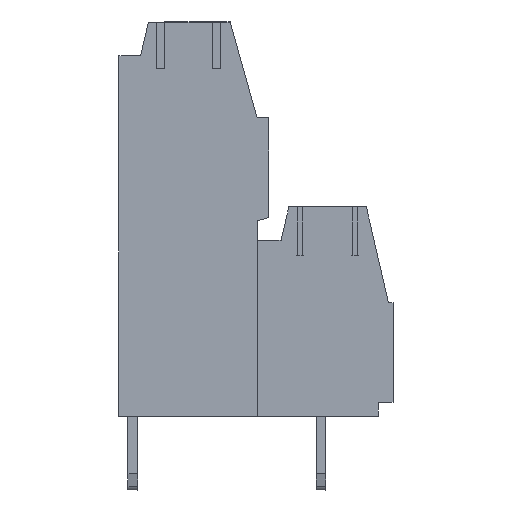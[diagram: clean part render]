
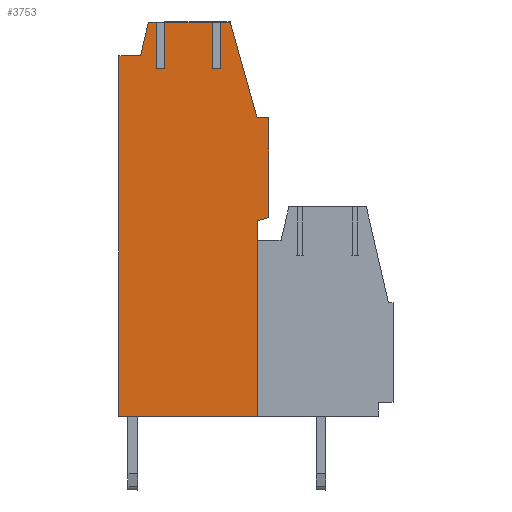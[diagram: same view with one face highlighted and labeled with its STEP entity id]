
A CAD part, left-side view. The second image highlights one B-rep face of the part: STEP entity #3753.
In plain terms, the highlighted planar face has unit normal (-1, 0, 0).
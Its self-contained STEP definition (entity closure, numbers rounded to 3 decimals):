
#3693=AXIS2_PLACEMENT_3D('Plane Axis2P3D',#3690,#3691,#3692) ;
#192=CARTESIAN_POINT('Vertex',(0.,8.3,3.2)) ;
#195=CARTESIAN_POINT('Line Origine',(0.,12.525,3.2)) ;
#199=CARTESIAN_POINT('Vertex',(0.,16.75,3.2)) ;
#2543=CARTESIAN_POINT('Line Origine',(0.,12.5,27.3)) ;
#2547=CARTESIAN_POINT('Vertex',(0.,11.05,27.3)) ;
#2549=CARTESIAN_POINT('Vertex',(0.,13.95,27.3)) ;
#2598=CARTESIAN_POINT('Vertex',(0.,10.55,27.3)) ;
#2601=CARTESIAN_POINT('Line Origine',(0.,10.25,27.3)) ;
#2605=CARTESIAN_POINT('Vertex',(0.,9.95,27.3)) ;
#2738=CARTESIAN_POINT('Vertex',(0.,14.95,27.3)) ;
#2741=CARTESIAN_POINT('Line Origine',(0.,14.7,27.3)) ;
#2745=CARTESIAN_POINT('Vertex',(0.,14.45,27.3)) ;
#3055=CARTESIAN_POINT('Line Origine',(0.,9.131,24.375)) ;
#3059=CARTESIAN_POINT('Vertex',(0.,8.311,21.45)) ;
#3086=CARTESIAN_POINT('Line Origine',(0.,7.956,21.45)) ;
#3090=CARTESIAN_POINT('Vertex',(0.,7.6,21.45)) ;
#3117=CARTESIAN_POINT('Line Origine',(0.,7.6,18.4)) ;
#3121=CARTESIAN_POINT('Vertex',(0.,7.6,15.35)) ;
#3556=CARTESIAN_POINT('Line Origine',(0.,7.95,15.25)) ;
#3560=CARTESIAN_POINT('Vertex',(0.,8.3,15.15)) ;
#3587=CARTESIAN_POINT('Line Origine',(0.,8.3,9.175)) ;
#3611=CARTESIAN_POINT('Line Origine',(0.,16.75,14.225)) ;
#3615=CARTESIAN_POINT('Vertex',(0.,16.75,25.25)) ;
#3642=CARTESIAN_POINT('Line Origine',(0.,16.088,25.25)) ;
#3646=CARTESIAN_POINT('Vertex',(0.,15.425,25.25)) ;
#3673=CARTESIAN_POINT('Line Origine',(0.,15.188,26.275)) ;
#3690=CARTESIAN_POINT('Axis2P3D Location',(0.,7.6,0.)) ;
#3695=CARTESIAN_POINT('Line Origine',(0.,13.95,25.875)) ;
#3699=CARTESIAN_POINT('Vertex',(0.,13.95,24.45)) ;
#3702=CARTESIAN_POINT('Line Origine',(0.,14.2,24.45)) ;
#3706=CARTESIAN_POINT('Vertex',(0.,14.45,24.45)) ;
#3709=CARTESIAN_POINT('Line Origine',(0.,14.45,25.875)) ;
#3714=CARTESIAN_POINT('Line Origine',(0.,10.55,25.875)) ;
#3718=CARTESIAN_POINT('Vertex',(0.,10.55,24.45)) ;
#3721=CARTESIAN_POINT('Line Origine',(0.,10.8,24.45)) ;
#3725=CARTESIAN_POINT('Vertex',(0.,11.05,24.45)) ;
#3728=CARTESIAN_POINT('Line Origine',(0.,11.05,25.875)) ;
#196=DIRECTION('Vector Direction',(0.,1.,0.)) ;
#2544=DIRECTION('Vector Direction',(0.,-1.,0.)) ;
#2602=DIRECTION('Vector Direction',(0.,-1.,0.)) ;
#2742=DIRECTION('Vector Direction',(0.,-1.,0.)) ;
#3056=DIRECTION('Vector Direction',(0.,-0.27,-0.963)) ;
#3087=DIRECTION('Vector Direction',(0.,-1.,0.)) ;
#3118=DIRECTION('Vector Direction',(0.,0.,-1.)) ;
#3557=DIRECTION('Vector Direction',(0.,0.962,-0.275)) ;
#3588=DIRECTION('Vector Direction',(0.,0.,-1.)) ;
#3612=DIRECTION('Vector Direction',(0.,0.,1.)) ;
#3643=DIRECTION('Vector Direction',(0.,-1.,0.)) ;
#3674=DIRECTION('Vector Direction',(0.,-0.226,0.974)) ;
#3691=DIRECTION('Axis2P3D Direction',(-1.,0.,0.)) ;
#3692=DIRECTION('Axis2P3D XDirection',(0.,0.,1.)) ;
#3696=DIRECTION('Vector Direction',(0.,0.,1.)) ;
#3703=DIRECTION('Vector Direction',(0.,-1.,0.)) ;
#3710=DIRECTION('Vector Direction',(0.,0.,1.)) ;
#3715=DIRECTION('Vector Direction',(0.,0.,1.)) ;
#3722=DIRECTION('Vector Direction',(0.,-1.,0.)) ;
#3729=DIRECTION('Vector Direction',(0.,0.,1.)) ;
#197=VECTOR('Line Direction',#196,1.) ;
#2545=VECTOR('Line Direction',#2544,1.) ;
#2603=VECTOR('Line Direction',#2602,1.) ;
#2743=VECTOR('Line Direction',#2742,1.) ;
#3057=VECTOR('Line Direction',#3056,1.) ;
#3088=VECTOR('Line Direction',#3087,1.) ;
#3119=VECTOR('Line Direction',#3118,1.) ;
#3558=VECTOR('Line Direction',#3557,1.) ;
#3589=VECTOR('Line Direction',#3588,1.) ;
#3613=VECTOR('Line Direction',#3612,1.) ;
#3644=VECTOR('Line Direction',#3643,1.) ;
#3675=VECTOR('Line Direction',#3674,1.) ;
#3697=VECTOR('Line Direction',#3696,1.) ;
#3704=VECTOR('Line Direction',#3703,1.) ;
#3711=VECTOR('Line Direction',#3710,1.) ;
#3716=VECTOR('Line Direction',#3715,1.) ;
#3723=VECTOR('Line Direction',#3722,1.) ;
#3730=VECTOR('Line Direction',#3729,1.) ;
#3734=ORIENTED_EDGE('',*,*,#2551,.T.) ;
#3735=ORIENTED_EDGE('',*,*,#3701,.F.) ;
#3736=ORIENTED_EDGE('',*,*,#3708,.F.) ;
#3737=ORIENTED_EDGE('',*,*,#3713,.T.) ;
#3738=ORIENTED_EDGE('',*,*,#2747,.T.) ;
#3739=ORIENTED_EDGE('',*,*,#3677,.T.) ;
#3740=ORIENTED_EDGE('',*,*,#3648,.T.) ;
#3741=ORIENTED_EDGE('',*,*,#3617,.T.) ;
#3742=ORIENTED_EDGE('',*,*,#201,.T.) ;
#3743=ORIENTED_EDGE('',*,*,#3591,.T.) ;
#3744=ORIENTED_EDGE('',*,*,#3562,.T.) ;
#3745=ORIENTED_EDGE('',*,*,#3123,.T.) ;
#3746=ORIENTED_EDGE('',*,*,#3092,.T.) ;
#3747=ORIENTED_EDGE('',*,*,#3061,.T.) ;
#3748=ORIENTED_EDGE('',*,*,#2607,.T.) ;
#3749=ORIENTED_EDGE('',*,*,#3720,.F.) ;
#3750=ORIENTED_EDGE('',*,*,#3727,.F.) ;
#3751=ORIENTED_EDGE('',*,*,#3732,.T.) ;
#3753=ADVANCED_FACE('PartBody',(#3752),#3694,.T.) ;
#201=EDGE_CURVE('',#200,#193,#198,.F.) ;
#2551=EDGE_CURVE('',#2548,#2550,#2546,.F.) ;
#2607=EDGE_CURVE('',#2606,#2599,#2604,.F.) ;
#2747=EDGE_CURVE('',#2746,#2739,#2744,.F.) ;
#3061=EDGE_CURVE('',#3060,#2606,#3058,.F.) ;
#3092=EDGE_CURVE('',#3091,#3060,#3089,.F.) ;
#3123=EDGE_CURVE('',#3122,#3091,#3120,.F.) ;
#3562=EDGE_CURVE('',#3561,#3122,#3559,.F.) ;
#3591=EDGE_CURVE('',#193,#3561,#3590,.F.) ;
#3617=EDGE_CURVE('',#3616,#200,#3614,.F.) ;
#3648=EDGE_CURVE('',#3647,#3616,#3645,.F.) ;
#3677=EDGE_CURVE('',#2739,#3647,#3676,.F.) ;
#3701=EDGE_CURVE('',#3700,#2550,#3698,.T.) ;
#3708=EDGE_CURVE('',#3707,#3700,#3705,.T.) ;
#3713=EDGE_CURVE('',#3707,#2746,#3712,.T.) ;
#3720=EDGE_CURVE('',#3719,#2599,#3717,.T.) ;
#3727=EDGE_CURVE('',#3726,#3719,#3724,.T.) ;
#3732=EDGE_CURVE('',#3726,#2548,#3731,.T.) ;
#3733=EDGE_LOOP('',(#3734,#3735,#3736,#3737,#3738,#3739,#3740,#3741,#3742,#3743,#3744,#3745,#3746,#3747,#3748,#3749,#3750,#3751)) ;
#3752=FACE_OUTER_BOUND('',#3733,.T.) ;
#198=LINE('Line',#195,#197) ;
#2546=LINE('Line',#2543,#2545) ;
#2604=LINE('Line',#2601,#2603) ;
#2744=LINE('Line',#2741,#2743) ;
#3058=LINE('Line',#3055,#3057) ;
#3089=LINE('Line',#3086,#3088) ;
#3120=LINE('Line',#3117,#3119) ;
#3559=LINE('Line',#3556,#3558) ;
#3590=LINE('Line',#3587,#3589) ;
#3614=LINE('Line',#3611,#3613) ;
#3645=LINE('Line',#3642,#3644) ;
#3676=LINE('Line',#3673,#3675) ;
#3698=LINE('Line',#3695,#3697) ;
#3705=LINE('Line',#3702,#3704) ;
#3712=LINE('Line',#3709,#3711) ;
#3717=LINE('Line',#3714,#3716) ;
#3724=LINE('Line',#3721,#3723) ;
#3731=LINE('Line',#3728,#3730) ;
#3694=PLANE('',#3693) ;
#193=VERTEX_POINT('',#192) ;
#200=VERTEX_POINT('',#199) ;
#2548=VERTEX_POINT('',#2547) ;
#2550=VERTEX_POINT('',#2549) ;
#2599=VERTEX_POINT('',#2598) ;
#2606=VERTEX_POINT('',#2605) ;
#2739=VERTEX_POINT('',#2738) ;
#2746=VERTEX_POINT('',#2745) ;
#3060=VERTEX_POINT('',#3059) ;
#3091=VERTEX_POINT('',#3090) ;
#3122=VERTEX_POINT('',#3121) ;
#3561=VERTEX_POINT('',#3560) ;
#3616=VERTEX_POINT('',#3615) ;
#3647=VERTEX_POINT('',#3646) ;
#3700=VERTEX_POINT('',#3699) ;
#3707=VERTEX_POINT('',#3706) ;
#3719=VERTEX_POINT('',#3718) ;
#3726=VERTEX_POINT('',#3725) ;
